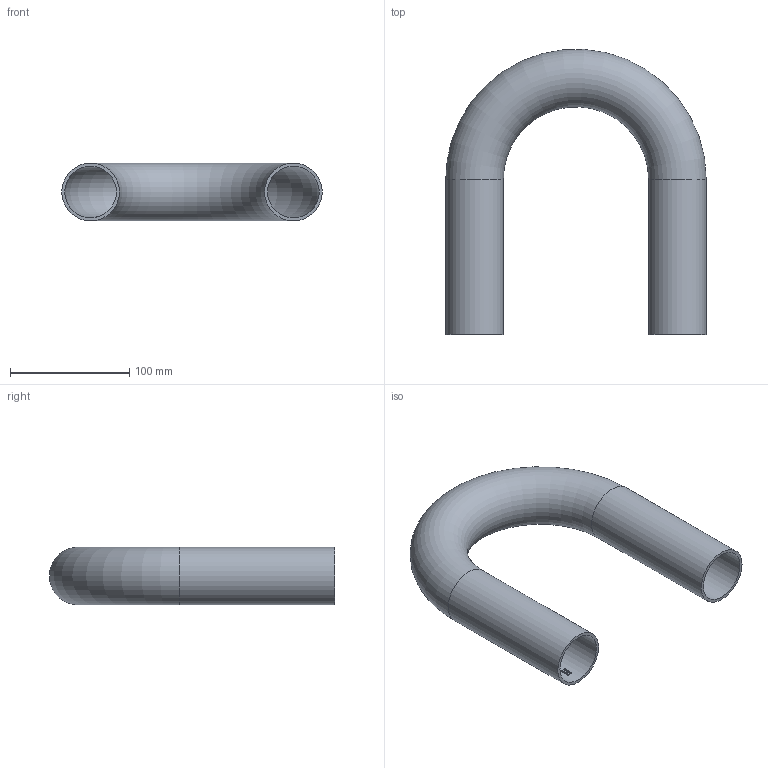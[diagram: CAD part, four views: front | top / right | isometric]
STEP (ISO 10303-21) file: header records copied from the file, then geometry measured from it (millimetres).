
FILE_DESCRIPTION (( 'STEP AP203' ), '1' );
FILE_NAME ('55150-180.step', '2023-04-14T08:27:53', ( '' ), ( '' ), 'SwSTEP 2.0', 'SolidWorks 2018', '' );
FILE_SCHEMA (( 'CONFIG_CONTROL_DESIGN' ));
Length unit declared in the file: millimetre
Products named in the file (1): 55150-180
Bounding box: 218.3 x 238.93 x 48.3 mm (x, y, z)
Volume: 189580.6 mm3; surface area: 152393.8 mm2
Topology: 1 solids, 1 shells, 227 faces, 599 edges, 398 vertices
Faces by surface type: bspline 107, plane 90, cylinder 28, torus 2
Full cylindrical faces by diameter (mm): 43.3 x2, 48.3 x2
Entity records: 11520 total; most frequent: CARTESIAN_POINT 6544, ORIENTED_EDGE 1186, DIRECTION 689, EDGE_CURVE 593, VERTEX_POINT 398, VECTOR 275, LINE 275, EDGE_LOOP 259
